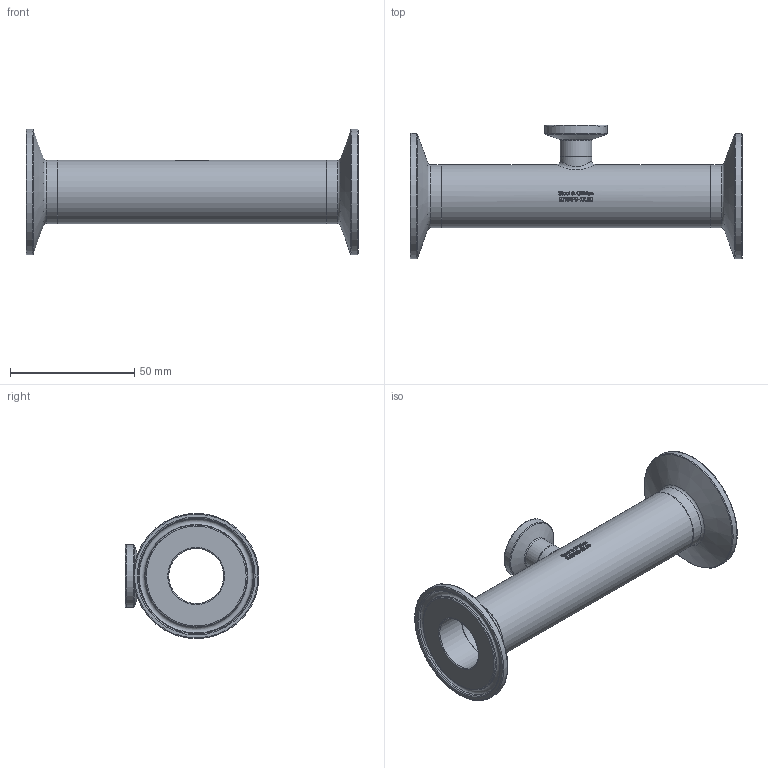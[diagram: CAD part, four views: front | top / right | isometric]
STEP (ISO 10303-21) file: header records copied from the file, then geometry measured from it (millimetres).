
FILE_DESCRIPTION(/* description */ (''),/* implementation_level */ '2;1');
FILE_NAME(/* name */ 'S7RMPS-1X.50.stp',/* time_stamp */ '2018-11-30T09:07:44-05:00',/* author */ ('ken'),/* organization */ (''),/* preprocessor_version */ 'ST-DEVELOPER v15.2',/* originating_system */ 'Autodesk Inventor 2014',/* authorisation */ '');
FILE_SCHEMA (('AUTOMOTIVE_DESIGN { 1 0 10303 214 3 1 1 }'));
Length unit declared in the file: inch
Products named in the file (1): S7RMPS-1X.50
Bounding box: 133.35 x 53.77 x 50.39 mm (x, y, z)
Volume: 32115.6 mm3; surface area: 28368.8 mm2
Topology: 1 solids, 1 shells, 452 faces, 1180 edges, 776 vertices
Faces by surface type: bspline 193, plane 176, cylinder 51, torus 24, cone 8
Full cylindrical faces by diameter (mm): 9.398 x2, 12.7 x2, 21.895 x1, 22.098 x3, 24.994 x1, 25.4 x3, 50.394 x2
Entity records: 17486 total; most frequent: CARTESIAN_POINT 7569, ORIENTED_EDGE 2258, DIRECTION 1492, EDGE_CURVE 1129, VERTEX_POINT 772, EDGE_LOOP 549, LINE 512, VECTOR 512
